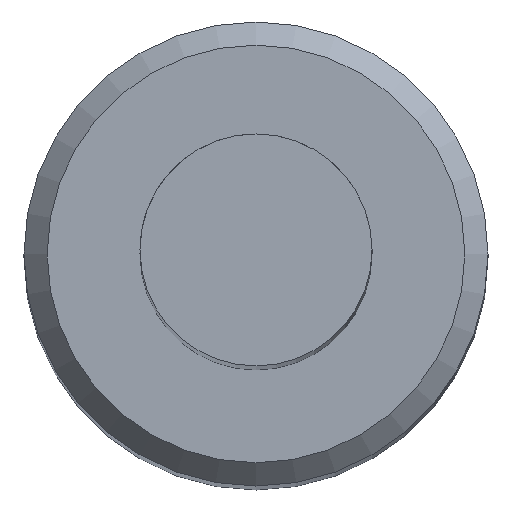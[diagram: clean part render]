
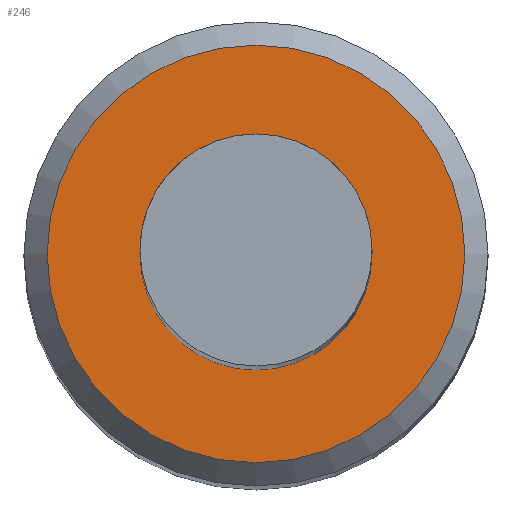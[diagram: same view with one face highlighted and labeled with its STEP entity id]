
A CAD part, top view. The second image highlights one B-rep face of the part: STEP entity #246.
In plain terms, the highlighted planar face has unit normal (0, 0, 1).
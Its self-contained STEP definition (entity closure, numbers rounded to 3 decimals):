
#18=FACE_BOUND('',#54,.T.);
#20=PLANE('',#287);
#36=FACE_OUTER_BOUND('',#53,.T.);
#53=EDGE_LOOP('',(#186));
#54=EDGE_LOOP('',(#187));
#102=CIRCLE('',#286,1.35);
#103=CIRCLE('',#288,0.75);
#120=VERTEX_POINT('',#413);
#121=VERTEX_POINT('',#417);
#145=EDGE_CURVE('',#120,#120,#102,.T.);
#146=EDGE_CURVE('',#121,#121,#103,.T.);
#186=ORIENTED_EDGE('',*,*,#145,.F.);
#187=ORIENTED_EDGE('',*,*,#146,.T.);
#246=ADVANCED_FACE('',(#36,#18),#20,.T.);
#286=AXIS2_PLACEMENT_3D('',#415,#333,#334);
#287=AXIS2_PLACEMENT_3D('',#416,#335,#336);
#288=AXIS2_PLACEMENT_3D('',#418,#337,#338);
#333=DIRECTION('center_axis',(0.,0.,-1.));
#334=DIRECTION('ref_axis',(-1.,0.,0.));
#335=DIRECTION('center_axis',(0.,0.,1.));
#336=DIRECTION('ref_axis',(1.,0.,0.));
#337=DIRECTION('center_axis',(0.,0.,-1.));
#338=DIRECTION('ref_axis',(-1.,0.,0.));
#413=CARTESIAN_POINT('',(1.35,0.,0.));
#415=CARTESIAN_POINT('Origin',(0.,0.,0.));
#416=CARTESIAN_POINT('Origin',(0.,0.,
0.));
#417=CARTESIAN_POINT('',(0.75,0.,0.));
#418=CARTESIAN_POINT('Origin',(0.,0.,0.));
